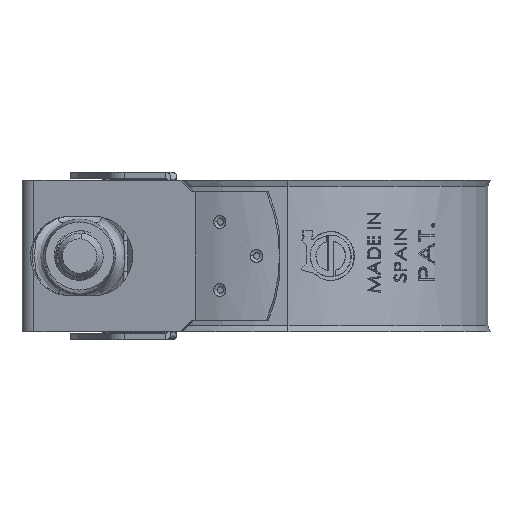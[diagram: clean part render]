
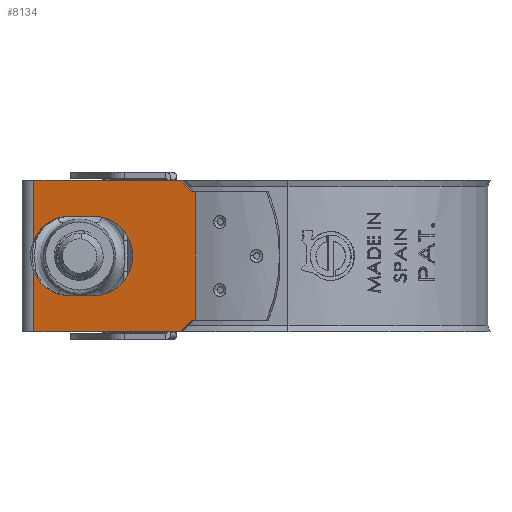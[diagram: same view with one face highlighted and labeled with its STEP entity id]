
A CAD part, left-side view. The second image highlights one B-rep face of the part: STEP entity #8134.
In plain terms, the highlighted planar face has unit normal (-0.978, 0.209, 0).
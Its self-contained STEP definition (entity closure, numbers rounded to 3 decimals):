
#551 = EDGE_CURVE ( 'NONE', #45374, #45363, #13115, .T. ) ;
#568 = EDGE_CURVE ( 'NONE', #10315, #45373, #13125, .T. ) ;
#569 = EDGE_CURVE ( 'NONE', #61405, #10315, #13124, .T. ) ;
#570 = EDGE_CURVE ( 'NONE', #45375, #61494, #13126, .T. ) ;
#571 = EDGE_CURVE ( 'NONE', #10531, #45375, #13122, .T. ) ;
#572 = EDGE_CURVE ( 'NONE', #10530, #10531, #13128, .T. ) ;
#573 = EDGE_CURVE ( 'NONE', #10529, #10530, #13131, .T. ) ;
#574 = EDGE_CURVE ( 'NONE', #10529, #10348, #13129, .T. ) ;
#575 = EDGE_CURVE ( 'NONE', #10348, #10322, #13134, .T. ) ;
#576 = EDGE_CURVE ( 'NONE', #10322, #45374, #13136, .T. ) ;
#577 = EDGE_CURVE ( 'NONE', #45363, #10558, #13138, .T. ) ;
#578 = EDGE_CURVE ( 'NONE', #10558, #10387, #13140, .T. ) ;
#579 = EDGE_CURVE ( 'NONE', #10414, #10387, #13142, .T. ) ;
#580 = EDGE_CURVE ( 'NONE', #45373, #10414, #13132, .T. ) ;
#6384 = AXIS2_PLACEMENT_3D ( 'NONE', #57046, #57048, #57050 ) ;
#7397 = CARTESIAN_POINT ( 'NONE',  ( -19.956, 33.576, 0. ) ) ;
#7589 = CARTESIAN_POINT ( 'NONE',  ( -19.956, 33.576, -20. ) ) ;
#7591 = CARTESIAN_POINT ( 'NONE',  ( -19.956, 33.576, -12.14 ) ) ;
#7592 = CARTESIAN_POINT ( 'NONE',  ( -20.956, 28.887, -15.25 ) ) ;
#7637 = CARTESIAN_POINT ( 'NONE',  ( -24.396, 12.758, -1.5 ) ) ;
#8134 = ADVANCED_FACE ( 'NONE', ( #32638 ), #40721, .T. ) ;
#10315 = VERTEX_POINT ( 'NONE', #40845 ) ;
#10322 = VERTEX_POINT ( 'NONE', #40859 ) ;
#10348 = VERTEX_POINT ( 'NONE', #40911 ) ;
#10387 = VERTEX_POINT ( 'NONE', #40989 ) ;
#10414 = VERTEX_POINT ( 'NONE', #7397 ) ;
#10529 = VERTEX_POINT ( 'NONE', #7589 ) ;
#10530 = VERTEX_POINT ( 'NONE', #7591 ) ;
#10531 = VERTEX_POINT ( 'NONE', #7592 ) ;
#10558 = VERTEX_POINT ( 'NONE', #7637 ) ;
#11935 = CARTESIAN_POINT ( 'NONE',  ( -21.644, 25.66, -10. ) ) ;
#11937 = DIRECTION ( 'NONE',  ( -0.978, 0.209, 0. ) ) ;
#11939 = DIRECTION ( 'NONE',  ( -0.209, -0.978, 0. ) ) ;
#13115 = LINE ( 'NONE', #56675, #13119 ) ;
#13119 = VECTOR ( 'NONE', #56671, 1000. ) ;
#13122 = LINE ( 'NONE', #57030, #13130 ) ;
#13124 = LINE ( 'NONE', #57016, #13127 ) ;
#13125 = CIRCLE ( 'NONE', #22340, 5.25 ) ;
#13126 = CIRCLE ( 'NONE', #22341, 5.25 ) ;
#13127 = VECTOR ( 'NONE', #57012, 1000. ) ;
#13128 = CIRCLE ( 'NONE', #6384, 5.25 ) ;
#13129 = LINE ( 'NONE', #57044, #13135 ) ;
#13130 = VECTOR ( 'NONE', #57024, 1000. ) ;
#13131 = LINE ( 'NONE', #57038, #13133 ) ;
#13132 = LINE ( 'NONE', #57042, #13147 ) ;
#13133 = VECTOR ( 'NONE', #57026, 1000. ) ;
#13134 = LINE ( 'NONE', #57058, #13137 ) ;
#13135 = VECTOR ( 'NONE', #57054, 1000. ) ;
#13136 = LINE ( 'NONE', #57063, #13139 ) ;
#13137 = VECTOR ( 'NONE', #57061, 1000. ) ;
#13138 = LINE ( 'NONE', #57068, #13141 ) ;
#13139 = VECTOR ( 'NONE', #57066, 1000. ) ;
#13140 = LINE ( 'NONE', #57073, #13143 ) ;
#13141 = VECTOR ( 'NONE', #57071, 1000. ) ;
#13142 = LINE ( 'NONE', #57078, #13145 ) ;
#13143 = VECTOR ( 'NONE', #57076, 1000. ) ;
#13145 = VECTOR ( 'NONE', #57082, 1000. ) ;
#13147 = VECTOR ( 'NONE', #57084, 1000. ) ;
#15942 = CARTESIAN_POINT ( 'NONE',  ( -24.5, 12.268, -1.5 ) ) ;
#15952 = CARTESIAN_POINT ( 'NONE',  ( -19.956, 33.576, -7.86 ) ) ;
#15953 = CARTESIAN_POINT ( 'NONE',  ( -24.5, 12.268, -18.5 ) ) ;
#15954 = CARTESIAN_POINT ( 'NONE',  ( -21.644, 25.66, -15.25 ) ) ;
#18195 = ORIENTED_EDGE ( 'NONE', *, *, #568, .F. ) ;
#18196 = ORIENTED_EDGE ( 'NONE', *, *, #569, .F. ) ;
#18197 = ORIENTED_EDGE ( 'NONE', *, *, #22176, .F. ) ;
#18198 = ORIENTED_EDGE ( 'NONE', *, *, #570, .F. ) ;
#18199 = ORIENTED_EDGE ( 'NONE', *, *, #571, .F. ) ;
#18200 = ORIENTED_EDGE ( 'NONE', *, *, #572, .F. ) ;
#18201 = ORIENTED_EDGE ( 'NONE', *, *, #573, .F. ) ;
#18202 = ORIENTED_EDGE ( 'NONE', *, *, #574, .T. ) ;
#18203 = ORIENTED_EDGE ( 'NONE', *, *, #575, .T. ) ;
#18204 = ORIENTED_EDGE ( 'NONE', *, *, #576, .T. ) ;
#18205 = ORIENTED_EDGE ( 'NONE', *, *, #551, .T. ) ;
#18206 = ORIENTED_EDGE ( 'NONE', *, *, #577, .T. ) ;
#18207 = ORIENTED_EDGE ( 'NONE', *, *, #578, .T. ) ;
#18208 = ORIENTED_EDGE ( 'NONE', *, *, #579, .F. ) ;
#18209 = ORIENTED_EDGE ( 'NONE', *, *, #580, .F. ) ;
#22176 = EDGE_CURVE ( 'NONE', #61494, #61405, #33132, .T. ) ;
#22340 = AXIS2_PLACEMENT_3D ( 'NONE', #57018, #57020, #57022 ) ;
#22341 = AXIS2_PLACEMENT_3D ( 'NONE', #57032, #57034, #57036 ) ;
#26930 = CARTESIAN_POINT ( 'NONE',  ( -21.644, 25.66, -4.75 ) ) ;
#26971 = CARTESIAN_POINT ( 'NONE',  ( -22.739, 20.525, -10. ) ) ;
#32638 = FACE_OUTER_BOUND ( 'NONE', #46299, .T. ) ;
#33132 = CIRCLE ( 'NONE', #42005, 5.25 ) ;
#40629 = CARTESIAN_POINT ( 'NONE',  ( -19.956, 33.576, -20. ) ) ;
#40721 = PLANE ( 'NONE',  #41657 ) ;
#40723 = DIRECTION ( 'NONE',  ( -0.978, 0.209, 0. ) ) ;
#40724 = DIRECTION ( 'NONE',  ( -0.209, -0.978, 0. ) ) ;
#40845 = CARTESIAN_POINT ( 'NONE',  ( -20.956, 28.887, -4.75 ) ) ;
#40859 = CARTESIAN_POINT ( 'NONE',  ( -24.396, 12.758, -18.5 ) ) ;
#40911 = CARTESIAN_POINT ( 'NONE',  ( -24.082, 14.226, -20. ) ) ;
#40989 = CARTESIAN_POINT ( 'NONE',  ( -24.082, 14.226, 0. ) ) ;
#41657 = AXIS2_PLACEMENT_3D ( 'NONE', #40629, #40723, #40724 ) ;
#42005 = AXIS2_PLACEMENT_3D ( 'NONE', #11935, #11937, #11939 ) ;
#45363 = VERTEX_POINT ( 'NONE', #15942 ) ;
#45373 = VERTEX_POINT ( 'NONE', #15952 ) ;
#45374 = VERTEX_POINT ( 'NONE', #15953 ) ;
#45375 = VERTEX_POINT ( 'NONE', #15954 ) ;
#46299 = EDGE_LOOP ( 'NONE', ( #18195, #18196, #18197, #18198, #18199, #18200, #18201, #18202, #18203, #18204, #18205, #18206, #18207, #18208, #18209 ) ) ;
#56671 = DIRECTION ( 'NONE',  ( 0., 0., 1. ) ) ;
#56675 = CARTESIAN_POINT ( 'NONE',  ( -24.5, 12.268, -20. ) ) ;
#57012 = DIRECTION ( 'NONE',  ( 0.209, 0.978, 0. ) ) ;
#57016 = CARTESIAN_POINT ( 'NONE',  ( -21.644, 25.66, -4.75 ) ) ;
#57018 = CARTESIAN_POINT ( 'NONE',  ( -20.956, 28.887, -10. ) ) ;
#57020 = DIRECTION ( 'NONE',  ( -0.978, 0.209, 0. ) ) ;
#57022 = DIRECTION ( 'NONE',  ( -0.209, -0.978, 0. ) ) ;
#57024 = DIRECTION ( 'NONE',  ( -0.209, -0.978, 0. ) ) ;
#57026 = DIRECTION ( 'NONE',  ( 0., 0., 1. ) ) ;
#57030 = CARTESIAN_POINT ( 'NONE',  ( -21.644, 25.66, -15.25 ) ) ;
#57032 = CARTESIAN_POINT ( 'NONE',  ( -21.644, 25.66, -10. ) ) ;
#57034 = DIRECTION ( 'NONE',  ( -0.978, 0.209, 0. ) ) ;
#57036 = DIRECTION ( 'NONE',  ( -0.209, -0.978, 0. ) ) ;
#57038 = CARTESIAN_POINT ( 'NONE',  ( -19.956, 33.576, -20. ) ) ;
#57042 = CARTESIAN_POINT ( 'NONE',  ( -19.956, 33.576, -20. ) ) ;
#57044 = CARTESIAN_POINT ( 'NONE',  ( -19.956, 33.576, -20. ) ) ;
#57046 = CARTESIAN_POINT ( 'NONE',  ( -20.956, 28.887, -10. ) ) ;
#57048 = DIRECTION ( 'NONE',  ( -0.978, 0.209, 0. ) ) ;
#57050 = DIRECTION ( 'NONE',  ( -0.209, -0.978, 0. ) ) ;
#57054 = DIRECTION ( 'NONE',  ( -0.209, -0.978, 0. ) ) ;
#57058 = CARTESIAN_POINT ( 'NONE',  ( -24.35, 12.973, -18.719 ) ) ;
#57061 = DIRECTION ( 'NONE',  ( -0.148, -0.692, 0.707 ) ) ;
#57063 = CARTESIAN_POINT ( 'NONE',  ( -24.929, 10.256, -18.5 ) ) ;
#57066 = DIRECTION ( 'NONE',  ( -0.209, -0.978, 0. ) ) ;
#57068 = CARTESIAN_POINT ( 'NONE',  ( -24.929, 10.256, -1.5 ) ) ;
#57071 = DIRECTION ( 'NONE',  ( 0.209, 0.978, 0. ) ) ;
#57073 = CARTESIAN_POINT ( 'NONE',  ( -24.35, 12.973, -1.281 ) ) ;
#57076 = DIRECTION ( 'NONE',  ( 0.148, 0.692, 0.707 ) ) ;
#57078 = CARTESIAN_POINT ( 'NONE',  ( -19.956, 33.576, 0. ) ) ;
#57082 = DIRECTION ( 'NONE',  ( -0.209, -0.978, 0. ) ) ;
#57084 = DIRECTION ( 'NONE',  ( 0., 0., 1. ) ) ;
#61405 = VERTEX_POINT ( 'NONE', #26930 ) ;
#61494 = VERTEX_POINT ( 'NONE', #26971 ) ;
